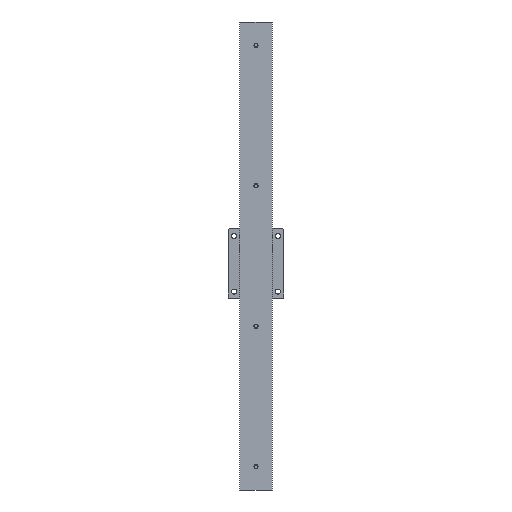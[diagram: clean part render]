
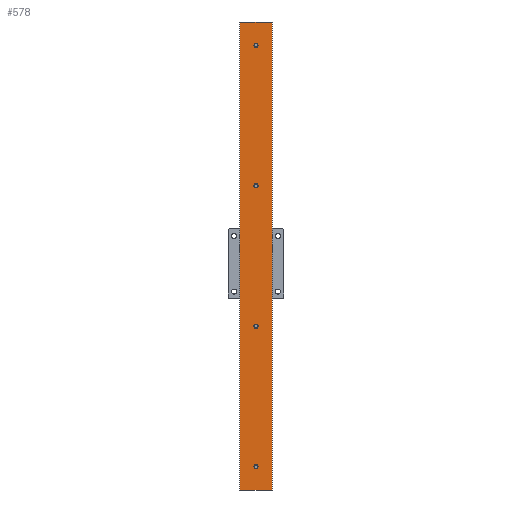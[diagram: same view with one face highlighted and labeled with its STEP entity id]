
A CAD part, left-side view. The second image highlights one B-rep face of the part: STEP entity #578.
In plain terms, the highlighted planar face has unit normal (-1, 0, 0).
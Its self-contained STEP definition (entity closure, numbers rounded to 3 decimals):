
#112=CARTESIAN_POINT('',(0.,0.,-484.9));
#113=VERTEX_POINT('',#112);
#114=CARTESIAN_POINT('',(0.,0.,-482.6));
#115=DIRECTION('',(1.0,0.0,0.0));
#116=DIRECTION('',(0.0,0.0,1.0));
#117=AXIS2_PLACEMENT_3D('',#114,#115,#116);
#118=CIRCLE('',#117,2.3);
#119=EDGE_CURVE('',#113,#113,#118,.T.);
#140=CARTESIAN_POINT('',(0.,0.,-332.5));
#141=VERTEX_POINT('',#140);
#142=CARTESIAN_POINT('',(0.,0.,-330.2));
#143=DIRECTION('',(1.0,0.0,0.0));
#144=DIRECTION('',(0.0,0.0,1.0));
#145=AXIS2_PLACEMENT_3D('',#142,#143,#144);
#146=CIRCLE('',#145,2.3);
#147=EDGE_CURVE('',#141,#141,#146,.T.);
#168=CARTESIAN_POINT('',(0.,0.,-180.1));
#169=VERTEX_POINT('',#168);
#170=CARTESIAN_POINT('',(0.,0.,-177.8));
#171=DIRECTION('',(1.0,0.0,0.0));
#172=DIRECTION('',(0.0,0.0,1.0));
#173=AXIS2_PLACEMENT_3D('',#170,#171,#172);
#174=CIRCLE('',#173,2.3);
#175=EDGE_CURVE('',#169,#169,#174,.T.);
#196=CARTESIAN_POINT('',(0.,0.,-27.7));
#197=VERTEX_POINT('',#196);
#198=CARTESIAN_POINT('',(0.,0.,-25.4));
#199=DIRECTION('',(1.0,0.0,0.0));
#200=DIRECTION('',(0.0,0.0,1.0));
#201=AXIS2_PLACEMENT_3D('',#198,#199,#200);
#202=CIRCLE('',#201,2.3);
#203=EDGE_CURVE('',#197,#197,#202,.T.);
#527=CARTESIAN_POINT('',(0.,17.55,0.0));
#528=DIRECTION('',(-1.0,0.0,0.0));
#529=DIRECTION('',(0.0,0.0,1.0));
#530=AXIS2_PLACEMENT_3D('',#527,#528,#529);
#531=PLANE('',#530);
#532=CARTESIAN_POINT('',(0.,17.55,-508.));
#533=VERTEX_POINT('',#532);
#534=CARTESIAN_POINT('',(0.,-17.55,-508.));
#535=VERTEX_POINT('',#534);
#536=CARTESIAN_POINT('',(0.,17.55,-508.));
#537=DIRECTION('',(0.0,-1.0,0.0));
#538=VECTOR('',#537,35.1);
#539=LINE('',#536,#538);
#540=EDGE_CURVE('',#533,#535,#539,.T.);
#541=ORIENTED_EDGE('',*,*,#540,.T.);
#542=CARTESIAN_POINT('',(0.,-17.55,0.0));
#543=VERTEX_POINT('',#542);
#544=CARTESIAN_POINT('',(0.,-17.55,0.0));
#545=DIRECTION('',(0.0,0.0,-1.0));
#546=VECTOR('',#545,508.);
#547=LINE('',#544,#546);
#548=EDGE_CURVE('',#543,#535,#547,.T.);
#549=ORIENTED_EDGE('',*,*,#548,.F.);
#550=CARTESIAN_POINT('',(0.,17.55,0.0));
#551=VERTEX_POINT('',#550);
#552=CARTESIAN_POINT('',(0.,17.55,0.0));
#553=DIRECTION('',(0.0,-1.0,0.0));
#554=VECTOR('',#553,35.1);
#555=LINE('',#552,#554);
#556=EDGE_CURVE('',#551,#543,#555,.T.);
#557=ORIENTED_EDGE('',*,*,#556,.F.);
#558=CARTESIAN_POINT('',(0.,17.55,0.0));
#559=DIRECTION('',(0.0,0.0,-1.0));
#560=VECTOR('',#559,508.);
#561=LINE('',#558,#560);
#562=EDGE_CURVE('',#551,#533,#561,.T.);
#563=ORIENTED_EDGE('',*,*,#562,.T.);
#564=EDGE_LOOP('',(#541,#549,#557,#563));
#565=FACE_OUTER_BOUND('',#564,.T.);
#566=ORIENTED_EDGE('',*,*,#119,.T.);
#567=EDGE_LOOP('',(#566));
#568=FACE_BOUND('',#567,.T.);
#569=ORIENTED_EDGE('',*,*,#147,.T.);
#570=EDGE_LOOP('',(#569));
#571=FACE_BOUND('',#570,.T.);
#572=ORIENTED_EDGE('',*,*,#175,.T.);
#573=EDGE_LOOP('',(#572));
#574=FACE_BOUND('',#573,.T.);
#575=ORIENTED_EDGE('',*,*,#203,.T.);
#576=EDGE_LOOP('',(#575));
#577=FACE_BOUND('',#576,.T.);
#578=ADVANCED_FACE('',(#565,#568,#571,#574,#577),#531,.T.);
